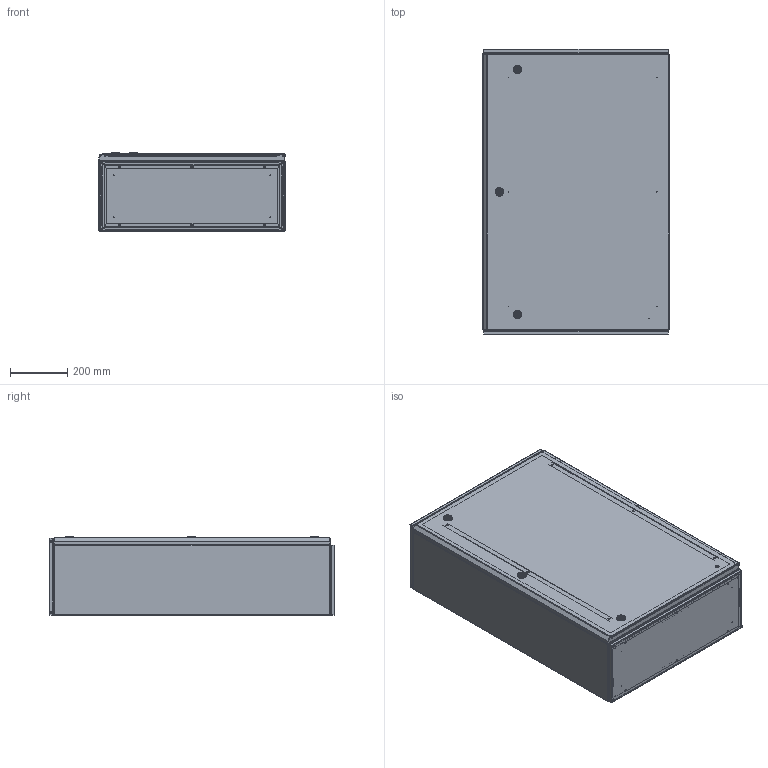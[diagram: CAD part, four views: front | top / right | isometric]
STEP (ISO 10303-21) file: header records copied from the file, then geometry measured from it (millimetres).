
FILE_DESCRIPTION (( 'STEP AP214' ), '1' );
FILE_NAME ('椗眅-100.65.27 鏢鳧鼏 IP66 EKF PROxima.STEP', '2022-06-28T07:07:10', ( '' ), ( '' ), 'SwSTEP 2.0', 'SolidWorks 2021', '' );
FILE_SCHEMA (( 'AUTOMOTIVE_DESIGN' ));
Length unit declared in the file: millimetre
Products named in the file (23): Íàâåñêà íà êîðïóñ ïîä êëåïêó; Øïèëüêà ïðèâàðíàÿ Ì6õ16 DIN 13918; ﾌﾈ-2456.04.00.001 ﾄ粢; ÌÈ-2456.01.00.000 Êîðïóñ â ñáîðå; ÌÈ-2456.04.00.002 Ïðîôèëü âåðòèêàëüíûé; Îñü ïåòëè 4õ52_‚¨­â A.M4x0,5x40 ƒŽ‘’ 11644-75; hex flange nut_din_Hexagon Flange Nut DIN 6923 - M6 - N; Ïåòëÿ íà äâåðü ï-îáðàçíàÿ; ÌÈ-2456.04.00.000 Äâåðü â ñáîðå; ÌÈ-2456.02.00.001 Êðûøêà âåðõíÿÿ; 椗眅-100.65.27 鏢鳧鼏 IP66 EKF PROxima; 邮 磬 牮牦 倘-2456; ÌÈ-2456.02.00.000 Êðûøêà âåðõíÿÿ â ñáîðå; Çàãëóøêà äëÿ îòâô6; ÌÈ-2456.03.00.001 Êðûøêà íèæíÿÿ; ÌÈ-2456.01.00.001 Ïåðåìû÷êà; ÌÈ-2456.01.01.001 Ñòåíêà çàäíÿÿ; ÌÈ-2456.03.00.000 Êðûøêà íèæíÿÿ â ñáîðå; ÌÈ-2456.01.01.000 Ñòåíêà çàäíÿÿ â ñáîðå; Çàìîê áîëüøîé; rivet 02_din_DIN 660-4x8-St-A-3; Øïèëüêà Ì6õ12; ÓÊ íà äâåðü ÌÈ-2456
Assembly tree (78 placements, depth 4):
  椗眅-100.65.27 鏢鳧鼏 IP66 EKF PROxima
    ÌÈ-2456.01.00.000 Êîðïóñ â ñáîðå
      ÌÈ-2456.01.01.000 Ñòåíêà çàäíÿÿ â ñáîðå
        ÌÈ-2456.01.01.001 Ñòåíêà çàäíÿÿ
        Øïèëüêà Ì6õ12
      ÌÈ-2456.01.00.001 Ïåðåìû÷êà  x2
    ÌÈ-2456.04.00.000 Äâåðü â ñáîðå
      ﾌﾈ-2456.04.00.001 ﾄ粢
      Çàìîê áîëüøîé  x3
      ÓÊ íà äâåðü ÌÈ-2456
      Øïèëüêà Ì6õ12
      Ïåòëÿ íà äâåðü ï-îáðàçíàÿ  x3
      Øïèëüêà ïðèâàðíàÿ Ì6õ16 DIN 13918  x6
      ÌÈ-2456.04.00.002 Ïðîôèëü âåðòèêàëüíûé  x2
      hex flange nut_din_Hexagon Flange Nut DIN 6923 - M6 - N  x6
    hex flange nut_din_Hexagon Flange Nut DIN 6923 - M6 - N  x14
    Íàâåñêà íà êîðïóñ ïîä êëåïêó  x3
    rivet 02_din_DIN 660-4x8-St-A-3  x6
    ÌÈ-2456.03.00.000 Êðûøêà íèæíÿÿ â ñáîðå
      ÌÈ-2456.03.00.001 Êðûøêà íèæíÿÿ
      Øïèëüêà ïðèâàðíàÿ Ì6õ16 DIN 13918  x6
      邮 磬 牮牦 倘-2456
    ÌÈ-2456.02.00.000 Êðûøêà âåðõíÿÿ â ñáîðå
      ÌÈ-2456.02.00.001 Êðûøêà âåðõíÿÿ
      邮 磬 牮牦 倘-2456
      Øïèëüêà ïðèâàðíàÿ Ì6õ16 DIN 13918  x6
    Çàãëóøêà äëÿ îòâô6  x4
    Îñü ïåòëè 4õ52_‚¨­â A.M4x0,5x40 ƒŽ‘’ 11644-75  x3
Bounding box: 650.02 x 996.97 x 278.04 mm (x, y, z)
Volume: 4059477.8 mm3; surface area: 5189149.9 mm2
Topology: 73 solids, 88 shells, 2570 faces, 5849 edges, 3557 vertices
Faces by surface type: plane 1051, cylinder 956, cone 294, bspline 167, torus 94, sphere 8
Entity records: 35991 total; most frequent: CARTESIAN_POINT 7800, DIRECTION 5558, ORIENTED_EDGE 5082, EDGE_CURVE 2541, AXIS2_PLACEMENT_3D 2062, VERTEX_POINT 1554, LINE 1434, VECTOR 1434
